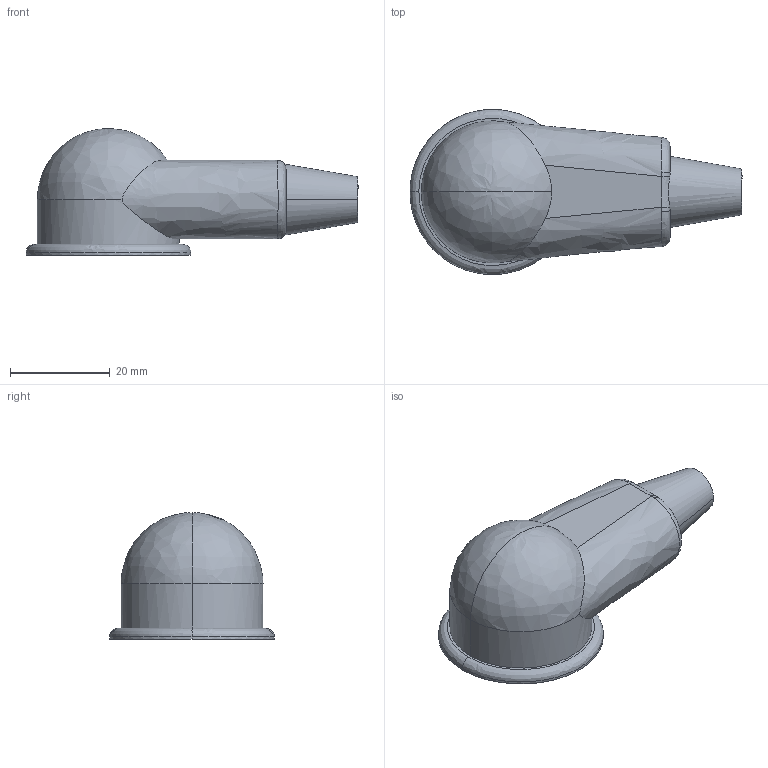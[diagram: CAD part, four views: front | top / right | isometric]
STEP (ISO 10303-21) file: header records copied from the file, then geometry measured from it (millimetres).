
FILE_DESCRIPTION (( 'STEP AP214' ), '1' );
FILE_NAME ('405N2.STEP', '2023-11-14T17:18:04', ( '' ), ( '' ), 'SwSTEP 2.0', 'SolidWorks 2023', '' );
FILE_SCHEMA (( 'AUTOMOTIVE_DESIGN' ));
Length unit declared in the file: inch
Products named in the file (1): 405N2
Bounding box: 66.47 x 33 x 25.4 mm (x, y, z)
Volume: 6063.8 mm3; surface area: 8307.1 mm2
Topology: 1 solids, 1 shells, 46 faces, 115 edges, 68 vertices
Faces by surface type: bspline 46
Entity records: 2412 total; most frequent: CARTESIAN_POINT 1747, ORIENTED_EDGE 222, EDGE_CURVE 111, VERTEX_POINT 68, B_SPLINE_CURVE_WITH_KNOTS 67, EDGE_LOOP 49, FACE_OUTER_BOUND 46, ADVANCED_FACE 46
